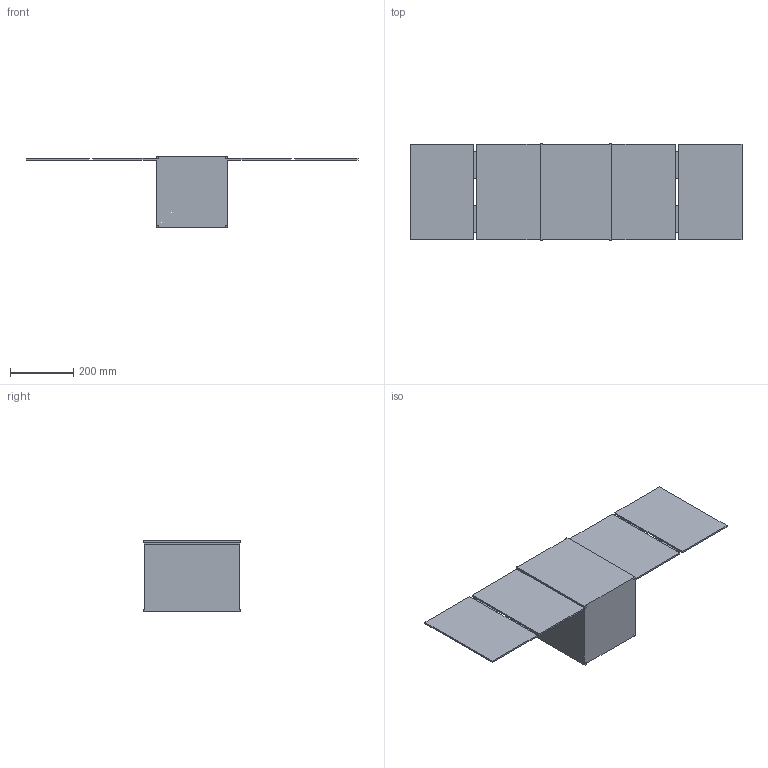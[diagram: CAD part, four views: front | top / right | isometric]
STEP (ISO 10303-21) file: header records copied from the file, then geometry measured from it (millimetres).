
FILE_DESCRIPTION (( 'STEP AP214' ), '1' );
FILE_NAME ('U12 cubesat.STEP', '2021-11-08T14:07:54', ( '' ), ( '' ), 'SwSTEP 2.0', 'SolidWorks 2021', '' );
FILE_SCHEMA (( 'AUTOMOTIVE_DESIGN' ));
Length unit declared in the file: millimetre
Products named in the file (1): U12 cubesat
Bounding box: 1046.3 x 306.6 x 226.3 mm (x, y, z)
Volume: 16606222.4 mm3; surface area: 879029.8 mm2
Topology: 1 solids, 1 shells, 90 faces, 276 edges, 184 vertices
Faces by surface type: plane 90
Entity records: 3062 total; most frequent: ORIENTED_EDGE 552, CARTESIAN_POINT 551, DIRECTION 458, EDGE_CURVE 276, VECTOR 276, LINE 276, VERTEX_POINT 184, AXIS2_PLACEMENT_3D 91
